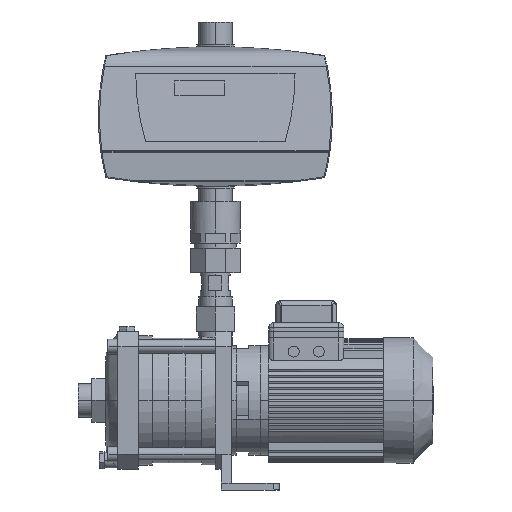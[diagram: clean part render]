
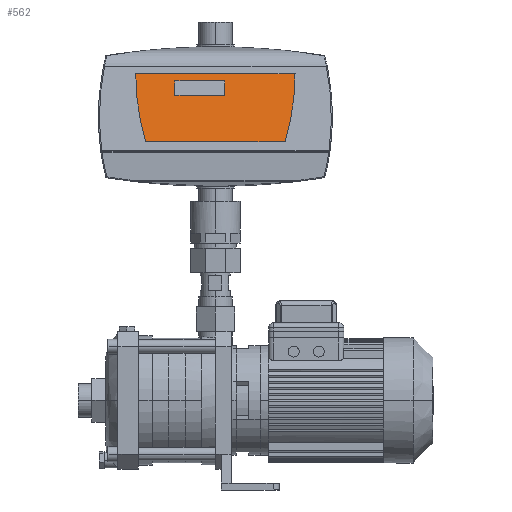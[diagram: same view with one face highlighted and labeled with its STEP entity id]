
A CAD part, front view. The second image highlights one B-rep face of the part: STEP entity #562.
In plain terms, the highlighted planar face has unit normal (0, -0.981, 0.197).
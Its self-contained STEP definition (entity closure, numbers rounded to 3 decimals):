
#282=CARTESIAN_POINT('',(-40.616,-83.798,396.309));
#283=VERTEX_POINT('',#282);
#290=CARTESIAN_POINT('',(9.384,-83.798,396.309));
#291=VERTEX_POINT('',#290);
#292=CARTESIAN_POINT('',(9.384,-83.798,396.309));
#293=DIRECTION('',(-1.0,0.0,0.0));
#294=VECTOR('',#293,50.);
#295=LINE('',#292,#294);
#296=EDGE_CURVE('',#291,#283,#295,.T.);
#322=CARTESIAN_POINT('',(-40.616,-80.894,410.789));
#323=VERTEX_POINT('',#322);
#330=CARTESIAN_POINT('',(-40.616,-83.798,396.309));
#331=DIRECTION('',(0.,0.197,0.98));
#332=VECTOR('',#331,14.768);
#333=LINE('',#330,#332);
#334=EDGE_CURVE('',#283,#323,#333,.T.);
#353=CARTESIAN_POINT('',(9.384,-80.894,410.789));
#354=VERTEX_POINT('',#353);
#361=CARTESIAN_POINT('',(-40.616,-80.894,410.789));
#362=DIRECTION('',(1.0,0.0,0.0));
#363=VECTOR('',#362,50.);
#364=LINE('',#361,#363);
#365=EDGE_CURVE('',#323,#354,#364,.T.);
#383=CARTESIAN_POINT('',(9.384,-80.894,410.789));
#384=DIRECTION('',(0.,-0.197,-0.98));
#385=VECTOR('',#384,14.768);
#386=LINE('',#383,#385);
#387=EDGE_CURVE('',#354,#291,#386,.T.);
#415=CARTESIAN_POINT('',(80.,-79.443,418.029));
#416=VERTEX_POINT('',#415);
#423=CARTESIAN_POINT('',(70.,-93.14,349.714));
#424=VERTEX_POINT('',#423);
#425=CARTESIAN_POINT('',(-167.732,-79.443,418.029));
#426=DIRECTION('',(0.,-0.98,0.197));
#427=DIRECTION('',(0.99,-0.028,-0.139));
#428=AXIS2_PLACEMENT_3D('',#425,#426,#427);
#429=CIRCLE('',#428,247.732);
#430=EDGE_CURVE('',#424,#416,#429,.T.);
#454=CARTESIAN_POINT('',(-80.,-79.443,418.029));
#455=VERTEX_POINT('',#454);
#462=CARTESIAN_POINT('',(80.,-79.443,418.029));
#463=DIRECTION('',(-1.0,0.0,0.0));
#464=VECTOR('',#463,160.);
#465=LINE('',#462,#464);
#466=EDGE_CURVE('',#416,#455,#465,.T.);
#486=CARTESIAN_POINT('',(-70.,-93.14,349.714));
#487=VERTEX_POINT('',#486);
#494=CARTESIAN_POINT('',(167.732,-79.443,418.029));
#495=DIRECTION('',(0.,-0.98,0.197));
#496=DIRECTION('',(-0.99,-0.028,-0.139));
#497=AXIS2_PLACEMENT_3D('',#494,#495,#496);
#498=CIRCLE('',#497,247.732);
#499=EDGE_CURVE('',#455,#487,#498,.T.);
#517=CARTESIAN_POINT('',(-70.,-93.14,349.714));
#518=DIRECTION('',(1.0,0.0,0.0));
#519=VECTOR('',#518,140.);
#520=LINE('',#517,#519);
#521=EDGE_CURVE('',#487,#424,#520,.T.);
#545=CARTESIAN_POINT('',(0.,-85.995,385.353));
#546=DIRECTION('',(0.,-0.98,0.197));
#547=DIRECTION('',(1.0,0.0,0.0));
#548=AXIS2_PLACEMENT_3D('',#545,#546,#547);
#549=PLANE('',#548);
#550=ORIENTED_EDGE('',*,*,#521,.T.);
#551=ORIENTED_EDGE('',*,*,#430,.T.);
#552=ORIENTED_EDGE('',*,*,#466,.T.);
#553=ORIENTED_EDGE('',*,*,#499,.T.);
#554=EDGE_LOOP('',(#550,#551,#552,#553));
#555=FACE_OUTER_BOUND('',#554,.T.);
#556=ORIENTED_EDGE('',*,*,#296,.T.);
#557=ORIENTED_EDGE('',*,*,#334,.T.);
#558=ORIENTED_EDGE('',*,*,#365,.T.);
#559=ORIENTED_EDGE('',*,*,#387,.T.);
#560=EDGE_LOOP('',(#556,#557,#558,#559));
#561=FACE_BOUND('',#560,.T.);
#562=ADVANCED_FACE('',(#555,#561),#549,.T.);
